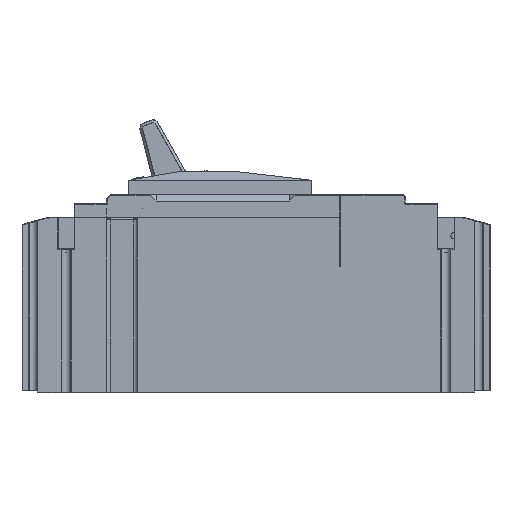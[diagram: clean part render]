
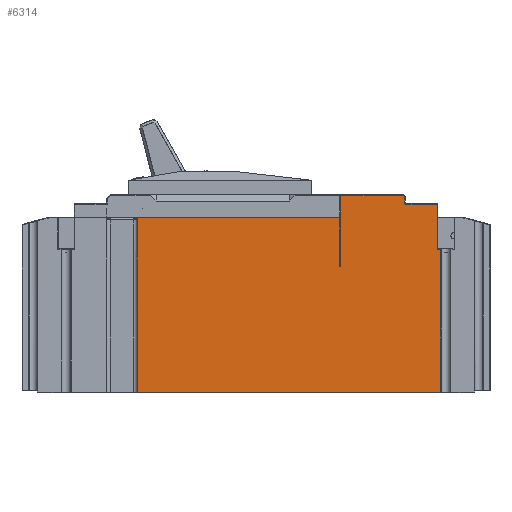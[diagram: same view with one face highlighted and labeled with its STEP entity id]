
A CAD part, front view. The second image highlights one B-rep face of the part: STEP entity #6314.
In plain terms, the highlighted planar face has unit normal (0, -1, 0).
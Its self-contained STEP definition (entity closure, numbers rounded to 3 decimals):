
#1335=CIRCLE('',#57033,0.6);
#3993=B_SPLINE_CURVE_WITH_KNOTS('',3,(#90041,#90042,#90043,#90044),
 .UNSPECIFIED.,.F.,.F.,(4,4),(0.,1.),.UNSPECIFIED.);
#3997=B_SPLINE_CURVE_WITH_KNOTS('',3,(#90081,#90082,#90083,#90084),
 .UNSPECIFIED.,.F.,.F.,(4,4),(0.,1.),.UNSPECIFIED.);
#4024=B_SPLINE_CURVE_WITH_KNOTS('',3,(#90968,#90969,#90970,#90971),
 .UNSPECIFIED.,.F.,.F.,(4,4),(0.,1.),.UNSPECIFIED.);
#6314=ADVANCED_FACE('',(#9213),#7789,.T.);
#7789=PLANE('',#58591);
#9213=FACE_OUTER_BOUND('',#11250,.T.);
#11250=EDGE_LOOP('',(#19401,#19402,#19403,#19404,#19405,#19406,#19407,#19408,
#19409,#19410,#19411,#19412,#19413,#19414,#19415,#19416,#19417,#19418));
#19401=ORIENTED_EDGE('',*,*,#39005,.F.);
#19402=ORIENTED_EDGE('',*,*,#38915,.F.);
#19403=ORIENTED_EDGE('',*,*,#38908,.T.);
#19404=ORIENTED_EDGE('',*,*,#38906,.T.);
#19405=ORIENTED_EDGE('',*,*,#39242,.T.);
#19406=ORIENTED_EDGE('',*,*,#38902,.T.);
#19407=ORIENTED_EDGE('',*,*,#37641,.F.);
#19408=ORIENTED_EDGE('',*,*,#39243,.T.);
#19409=ORIENTED_EDGE('',*,*,#39244,.F.);
#19410=ORIENTED_EDGE('',*,*,#36119,.F.);
#19411=ORIENTED_EDGE('',*,*,#36118,.F.);
#19412=ORIENTED_EDGE('',*,*,#36073,.T.);
#19413=ORIENTED_EDGE('',*,*,#36071,.F.);
#19414=ORIENTED_EDGE('',*,*,#37366,.T.);
#19415=ORIENTED_EDGE('',*,*,#37363,.F.);
#19416=ORIENTED_EDGE('',*,*,#37361,.T.);
#19417=ORIENTED_EDGE('',*,*,#37357,.T.);
#19418=ORIENTED_EDGE('',*,*,#39240,.T.);
#28278=VERTEX_POINT('',#80692);
#28280=VERTEX_POINT('',#80696);
#28282=VERTEX_POINT('',#80702);
#28310=VERTEX_POINT('',#80846);
#28311=VERTEX_POINT('',#80850);
#29310=VERTEX_POINT('',#85336);
#29311=VERTEX_POINT('',#85337);
#29313=VERTEX_POINT('',#85347);
#29314=VERTEX_POINT('',#85363);
#29488=VERTEX_POINT('',#86080);
#29489=VERTEX_POINT('',#86084);
#30423=VERTEX_POINT('',#90045);
#30425=VERTEX_POINT('',#90080);
#30426=VERTEX_POINT('',#90085);
#30427=VERTEX_POINT('',#90129);
#30432=VERTEX_POINT('',#90239);
#30491=VERTEX_POINT('',#90429);
#30692=VERTEX_POINT('',#90973);
#36071=EDGE_CURVE('',#28280,#28278,#1335,.T.);
#36073=EDGE_CURVE('',#28282,#28278,#45185,.T.);
#36118=EDGE_CURVE('',#28282,#28310,#45217,.T.);
#36119=EDGE_CURVE('',#28310,#28311,#45218,.T.);
#37357=EDGE_CURVE('',#29310,#29311,#46026,.T.);
#37361=EDGE_CURVE('',#29313,#29310,#46028,.T.);
#37363=EDGE_CURVE('',#29313,#29314,#46029,.T.);
#37366=EDGE_CURVE('',#28280,#29314,#46031,.T.);
#37641=EDGE_CURVE('',#29488,#29489,#46159,.T.);
#38902=EDGE_CURVE('',#30423,#29489,#3993,.T.);
#38906=EDGE_CURVE('',#30426,#30425,#3997,.T.);
#38908=EDGE_CURVE('',#30427,#30426,#46813,.T.);
#38915=EDGE_CURVE('',#30427,#30432,#46814,.T.);
#39005=EDGE_CURVE('',#30432,#30491,#46864,.T.);
#39240=EDGE_CURVE('',#29311,#30491,#47011,.T.);
#39242=EDGE_CURVE('',#30425,#30423,#4024,.T.);
#39243=EDGE_CURVE('',#29488,#30692,#47013,.T.);
#39244=EDGE_CURVE('',#28311,#30692,#47014,.T.);
#45185=LINE('',#80701,#51490);
#45217=LINE('',#80847,#51522);
#45218=LINE('',#80849,#51523);
#46026=LINE('',#85335,#52331);
#46028=LINE('',#85346,#52333);
#46029=LINE('',#85362,#52334);
#46031=LINE('',#85380,#52336);
#46159=LINE('',#86083,#52464);
#46813=LINE('',#90128,#53118);
#46814=LINE('',#90238,#53119);
#46864=LINE('',#90428,#53169);
#47011=LINE('',#90965,#53316);
#47013=LINE('',#90972,#53318);
#47014=LINE('',#90974,#53319);
#51490=VECTOR('',#63225,1.);
#51522=VECTOR('',#63299,1.);
#51523=VECTOR('',#63302,1.);
#52331=VECTOR('',#65136,1.);
#52333=VECTOR('',#65142,1.);
#52334=VECTOR('',#65145,1.);
#52336=VECTOR('',#65149,1.);
#52464=VECTOR('',#65673,1.);
#53118=VECTOR('',#67661,1.);
#53119=VECTOR('',#67662,1.);
#53169=VECTOR('',#67822,1.);
#53316=VECTOR('',#68161,1.);
#53318=VECTOR('',#68165,1.);
#53319=VECTOR('',#68166,1.);
#57033=AXIS2_PLACEMENT_3D('',#80697,#63220,#63221);
#58591=AXIS2_PLACEMENT_3D('',#90975,#68167,#68168);
#63220=DIRECTION('',(0.,-1.,0.));
#63221=DIRECTION('',(-1.,0.,0.));
#63225=DIRECTION('',(-1.,0.,0.));
#63299=DIRECTION('',(0.,0.,-1.));
#63302=DIRECTION('',(1.,0.,0.));
#65136=DIRECTION('',(0.,0.,-1.));
#65142=DIRECTION('',(-1.,0.,0.));
#65145=DIRECTION('',(0.707,0.,-0.707));
#65149=DIRECTION('',(0.,0.,1.));
#65673=DIRECTION('',(-1.,0.,0.));
#67661=DIRECTION('',(0.,0.,-1.));
#67662=DIRECTION('',(1.,0.,0.));
#67822=DIRECTION('',(0.,0.,-1.));
#68161=DIRECTION('',(-1.,0.,0.));
#68165=DIRECTION('',(0.,0.,1.));
#68166=DIRECTION('',(0.,0.,-1.));
#68167=DIRECTION('',(0.,-1.,0.));
#68168=DIRECTION('',(1.,0.,0.));
#80692=CARTESIAN_POINT('',(110.3,1.133,-5.767));
#80696=CARTESIAN_POINT('',(109.7,1.133,-5.167));
#80697=CARTESIAN_POINT('',(110.3,1.133,-5.167));
#80701=CARTESIAN_POINT('',(127.7,1.133,-5.767));
#80702=CARTESIAN_POINT('',(127.7,1.133,-5.767));
#80846=CARTESIAN_POINT('',(127.7,1.133,-30.766));
#80847=CARTESIAN_POINT('',(127.7,1.133,-5.767));
#80849=CARTESIAN_POINT('',(127.7,1.133,-30.766));
#80850=CARTESIAN_POINT('',(129.716,1.133,-30.767));
#85335=CARTESIAN_POINT('',(74.1,1.133,-0.767));
#85336=CARTESIAN_POINT('',(74.1,1.133,-0.767));
#85337=CARTESIAN_POINT('',(74.1,1.133,-40.467));
#85346=CARTESIAN_POINT('',(108.876,1.133,-0.767));
#85347=CARTESIAN_POINT('',(108.876,1.133,-0.767));
#85362=CARTESIAN_POINT('',(108.876,1.133,-0.767));
#85363=CARTESIAN_POINT('',(109.7,1.133,-1.591));
#85380=CARTESIAN_POINT('',(109.7,1.133,-5.167));
#86080=CARTESIAN_POINT('',(129.716,1.133,-110.167));
#86083=CARTESIAN_POINT('',(129.716,1.133,-110.167));
#86084=CARTESIAN_POINT('',(-39.,1.133,-110.167));
#90041=CARTESIAN_POINT('',(-39.,1.133,-14.467));
#90042=CARTESIAN_POINT('',(-39.,1.133,-46.367));
#90043=CARTESIAN_POINT('',(-39.,1.133,-78.267));
#90044=CARTESIAN_POINT('',(-39.,1.133,-110.167));
#90045=CARTESIAN_POINT('',(-39.,1.133,-14.467));
#90080=CARTESIAN_POINT('',(-39.,1.133,-14.341));
#90081=CARTESIAN_POINT('',(-39.,1.133,-13.834));
#90082=CARTESIAN_POINT('',(-39.,1.133,-14.003));
#90083=CARTESIAN_POINT('',(-39.,1.133,-14.172));
#90084=CARTESIAN_POINT('',(-39.,1.133,-14.341));
#90085=CARTESIAN_POINT('',(-39.,1.133,-13.834));
#90128=CARTESIAN_POINT('',(-39.,1.133,-13.267));
#90129=CARTESIAN_POINT('',(-39.,1.133,-13.267));
#90238=CARTESIAN_POINT('',(-39.,1.133,-13.267));
#90239=CARTESIAN_POINT('',(73.5,1.133,-13.267));
#90428=CARTESIAN_POINT('',(73.5,1.133,-13.267));
#90429=CARTESIAN_POINT('',(73.5,1.133,-40.467));
#90965=CARTESIAN_POINT('',(74.1,1.133,-40.467));
#90968=CARTESIAN_POINT('',(-39.,1.133,-14.341));
#90969=CARTESIAN_POINT('',(-39.,1.133,-14.383));
#90970=CARTESIAN_POINT('',(-39.,1.133,-14.425));
#90971=CARTESIAN_POINT('',(-39.,1.133,-14.467));
#90972=CARTESIAN_POINT('',(129.716,1.133,-110.167));
#90973=CARTESIAN_POINT('',(129.717,1.133,-40.467));
#90974=CARTESIAN_POINT('',(129.716,1.133,-30.767));
#90975=CARTESIAN_POINT('',(0.,1.133,-73.467));
